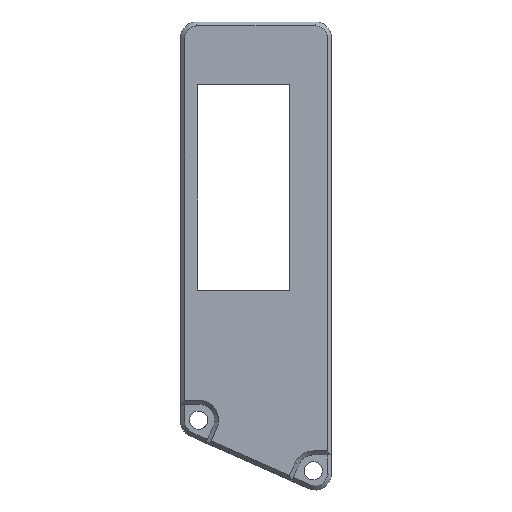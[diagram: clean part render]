
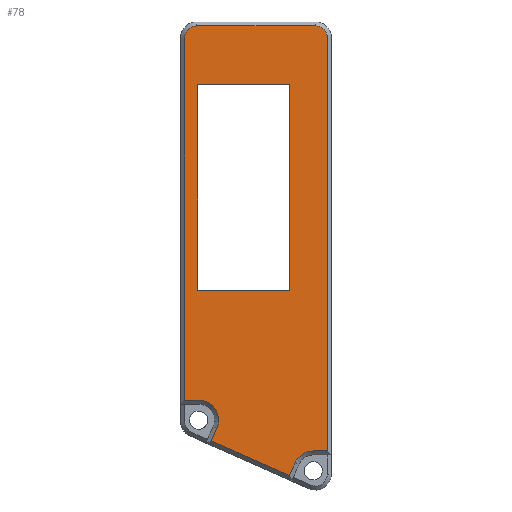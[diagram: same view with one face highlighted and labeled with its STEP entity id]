
A CAD part, top view. The second image highlights one B-rep face of the part: STEP entity #78.
In plain terms, the highlighted planar face has unit normal (0, 0, 1).
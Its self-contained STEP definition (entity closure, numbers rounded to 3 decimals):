
#21=FACE_BOUND('',#199,.T.);
#78=ADVANCED_FACE('',(#135,#21),#872,.T.);
#135=FACE_OUTER_BOUND('',#198,.T.);
#198=EDGE_LOOP('',(#452,#453,#454,#455,#456,#457,#458,#459,#460,#461,#462,
#463));
#199=EDGE_LOOP('',(#464,#465,#466,#467));
#452=ORIENTED_EDGE('',*,*,#558,.F.);
#453=ORIENTED_EDGE('',*,*,#568,.F.);
#454=ORIENTED_EDGE('',*,*,#555,.F.);
#455=ORIENTED_EDGE('',*,*,#601,.F.);
#456=ORIENTED_EDGE('',*,*,#547,.F.);
#457=ORIENTED_EDGE('',*,*,#567,.F.);
#458=ORIENTED_EDGE('',*,*,#551,.F.);
#459=ORIENTED_EDGE('',*,*,#554,.T.);
#460=ORIENTED_EDGE('',*,*,#553,.F.);
#461=ORIENTED_EDGE('',*,*,#564,.F.);
#462=ORIENTED_EDGE('',*,*,#562,.F.);
#463=ORIENTED_EDGE('',*,*,#560,.F.);
#464=ORIENTED_EDGE('',*,*,#486,.F.);
#465=ORIENTED_EDGE('',*,*,#476,.F.);
#466=ORIENTED_EDGE('',*,*,#480,.F.);
#467=ORIENTED_EDGE('',*,*,#483,.F.);
#476=EDGE_CURVE('',#744,#745,#642,.T.);
#480=EDGE_CURVE('',#748,#744,#646,.T.);
#483=EDGE_CURVE('',#750,#748,#649,.T.);
#486=EDGE_CURVE('',#745,#750,#652,.T.);
#547=EDGE_CURVE('',#791,#792,#693,.T.);
#551=EDGE_CURVE('',#800,#797,#697,.T.);
#553=EDGE_CURVE('',#804,#801,#699,.T.);
#554=EDGE_CURVE('',#800,#801,#622,.T.);
#555=EDGE_CURVE('',#795,#805,#700,.T.);
#558=EDGE_CURVE('',#809,#810,#623,.T.);
#560=EDGE_CURVE('',#810,#812,#704,.T.);
#562=EDGE_CURVE('',#812,#814,#624,.T.);
#564=EDGE_CURVE('',#814,#804,#707,.T.);
#567=EDGE_CURVE('',#797,#791,#710,.T.);
#568=EDGE_CURVE('',#805,#809,#711,.T.);
#601=EDGE_CURVE('',#792,#795,#633,.T.);
#622=(
BOUNDED_CURVE()
B_SPLINE_CURVE(2,(#1404,#1405,#1406),.UNSPECIFIED.,.F.,.F.)
B_SPLINE_CURVE_WITH_KNOTS((3,3),(0.,2.885),
 .UNSPECIFIED.)
CURVE()
GEOMETRIC_REPRESENTATION_ITEM()
RATIONAL_B_SPLINE_CURVE((1.,0.838,1.))
REPRESENTATION_ITEM('')
);
#623=(
BOUNDED_CURVE()
B_SPLINE_CURVE(2,(#1423,#1424,#1425),.UNSPECIFIED.,.F.,.F.)
B_SPLINE_CURVE_WITH_KNOTS((3,3),(-2.356,0.),.UNSPECIFIED.)
CURVE()
GEOMETRIC_REPRESENTATION_ITEM()
RATIONAL_B_SPLINE_CURVE((1.,0.707,1.))
REPRESENTATION_ITEM('')
);
#624=(
BOUNDED_CURVE()
B_SPLINE_CURVE(2,(#1432,#1433,#1434),.UNSPECIFIED.,.F.,.F.)
B_SPLINE_CURVE_WITH_KNOTS((3,3),(-2.356,0.),.UNSPECIFIED.)
CURVE()
GEOMETRIC_REPRESENTATION_ITEM()
RATIONAL_B_SPLINE_CURVE((1.,0.707,1.))
REPRESENTATION_ITEM('')
);
#633=(
BOUNDED_CURVE()
B_SPLINE_CURVE(2,(#1542,#1543,#1544,#1545,#1546),.UNSPECIFIED.,.F.,.F.)
B_SPLINE_CURVE_WITH_KNOTS((3,2,3),(-5.423,-2.711,
0.),.UNSPECIFIED.)
CURVE()
GEOMETRIC_REPRESENTATION_ITEM()
RATIONAL_B_SPLINE_CURVE((1.,0.879,1.,0.879,1.))
REPRESENTATION_ITEM('')
);
#642=B_SPLINE_CURVE_WITH_KNOTS('',1,(#1192,#1193),.UNSPECIFIED.,.F.,.F.,
(2,2),(0.,11.6),.UNSPECIFIED.);
#646=B_SPLINE_CURVE_WITH_KNOTS('',1,(#1200,#1201),.UNSPECIFIED.,.F.,.F.,
(2,2),(0.,25.95),.UNSPECIFIED.);
#649=B_SPLINE_CURVE_WITH_KNOTS('',1,(#1206,#1207),.UNSPECIFIED.,.F.,.F.,
(2,2),(0.,11.6),.UNSPECIFIED.);
#652=B_SPLINE_CURVE_WITH_KNOTS('',1,(#1212,#1213),.UNSPECIFIED.,.F.,.F.,
(2,2),(0.,25.95),.UNSPECIFIED.);
#693=B_SPLINE_CURVE_WITH_KNOTS('',1,(#1380,#1381),.UNSPECIFIED.,.F.,.F.,
(2,2),(0.,1.769),.UNSPECIFIED.);
#697=B_SPLINE_CURVE_WITH_KNOTS('',1,(#1398,#1399),.UNSPECIFIED.,.F.,.F.,
(2,2),(0.,1.769),.UNSPECIFIED.);
#699=B_SPLINE_CURVE_WITH_KNOTS('',1,(#1402,#1403),.UNSPECIFIED.,.F.,.F.,
(2,2),(0.,1.769),.UNSPECIFIED.);
#700=B_SPLINE_CURVE_WITH_KNOTS('',1,(#1407,#1408),.UNSPECIFIED.,.F.,.F.,
(2,2),(0.,1.769),.UNSPECIFIED.);
#704=B_SPLINE_CURVE_WITH_KNOTS('',1,(#1428,#1429),.UNSPECIFIED.,.F.,.F.,
(2,2),(0.,14.97),.UNSPECIFIED.);
#707=B_SPLINE_CURVE_WITH_KNOTS('',1,(#1437,#1438),.UNSPECIFIED.,.F.,.F.,
(2,2),(0.,52.041),.UNSPECIFIED.);
#710=B_SPLINE_CURVE_WITH_KNOTS('',1,(#1463,#1464),.UNSPECIFIED.,.F.,.F.,
(2,2),(0.,10.783),.UNSPECIFIED.);
#711=B_SPLINE_CURVE_WITH_KNOTS('',1,(#1465,#1466),.UNSPECIFIED.,.F.,.F.,
(2,2),(0.,45.652),.UNSPECIFIED.);
#744=VERTEX_POINT('',#1104);
#745=VERTEX_POINT('',#1105);
#748=VERTEX_POINT('',#1108);
#750=VERTEX_POINT('',#1110);
#791=VERTEX_POINT('',#1151);
#792=VERTEX_POINT('',#1152);
#795=VERTEX_POINT('',#1155);
#797=VERTEX_POINT('',#1157);
#800=VERTEX_POINT('',#1160);
#801=VERTEX_POINT('',#1161);
#804=VERTEX_POINT('',#1164);
#805=VERTEX_POINT('',#1165);
#809=VERTEX_POINT('',#1169);
#810=VERTEX_POINT('',#1170);
#812=VERTEX_POINT('',#1172);
#814=VERTEX_POINT('',#1174);
#872=PLANE('',#943);
#943=AXIS2_PLACEMENT_3D('',#1095,#997,$);
#997=DIRECTION('',(0.,0.,1.));
#1095=CARTESIAN_POINT('',(5.062,-24.458,12.63));
#1104=CARTESIAN_POINT('',(8.635,4.658,12.63));
#1105=CARTESIAN_POINT('',(20.235,4.658,12.63));
#1108=CARTESIAN_POINT('',(8.635,30.608,12.63));
#1110=CARTESIAN_POINT('',(20.235,30.608,12.63));
#1151=CARTESIAN_POINT('',(10.318,-14.308,12.63));
#1152=CARTESIAN_POINT('',(11.034,-12.69,12.63));
#1155=CARTESIAN_POINT('',(8.748,-9.178,12.63));
#1157=CARTESIAN_POINT('',(20.178,-18.673,12.63));
#1160=CARTESIAN_POINT('',(20.894,-17.055,12.63));
#1161=CARTESIAN_POINT('',(23.18,-15.567,12.63));
#1164=CARTESIAN_POINT('',(24.949,-15.567,12.63));
#1165=CARTESIAN_POINT('',(6.979,-9.178,12.63));
#1169=CARTESIAN_POINT('',(6.979,36.474,12.63));
#1170=CARTESIAN_POINT('',(8.479,37.974,12.63));
#1172=CARTESIAN_POINT('',(23.449,37.974,12.63));
#1174=CARTESIAN_POINT('',(24.949,36.474,12.63));
#1192=CARTESIAN_POINT('',(8.635,4.658,12.63));
#1193=CARTESIAN_POINT('',(20.235,4.658,12.63));
#1200=CARTESIAN_POINT('',(8.635,30.608,12.63));
#1201=CARTESIAN_POINT('',(8.635,4.658,12.63));
#1206=CARTESIAN_POINT('',(20.235,30.608,12.63));
#1207=CARTESIAN_POINT('',(8.635,30.608,12.63));
#1212=CARTESIAN_POINT('',(20.235,4.658,12.63));
#1213=CARTESIAN_POINT('',(20.235,30.608,12.63));
#1380=CARTESIAN_POINT('',(10.318,-14.308,12.63));
#1381=CARTESIAN_POINT('',(11.034,-12.69,12.63));
#1398=CARTESIAN_POINT('',(20.894,-17.055,12.63));
#1399=CARTESIAN_POINT('',(20.178,-18.673,12.63));
#1402=CARTESIAN_POINT('',(24.949,-15.567,12.63));
#1403=CARTESIAN_POINT('',(23.18,-15.567,12.63));
#1404=CARTESIAN_POINT('',(20.894,-17.055,12.63));
#1405=CARTESIAN_POINT('',(21.553,-15.567,12.63));
#1406=CARTESIAN_POINT('',(23.18,-15.567,12.63));
#1407=CARTESIAN_POINT('',(8.748,-9.178,12.63));
#1408=CARTESIAN_POINT('',(6.979,-9.178,12.63));
#1423=CARTESIAN_POINT('',(6.979,36.474,12.63));
#1424=CARTESIAN_POINT('',(6.979,37.974,12.63));
#1425=CARTESIAN_POINT('',(8.479,37.974,12.63));
#1428=CARTESIAN_POINT('',(8.479,37.974,12.63));
#1429=CARTESIAN_POINT('',(23.449,37.974,12.63));
#1432=CARTESIAN_POINT('',(23.449,37.974,12.63));
#1433=CARTESIAN_POINT('',(24.949,37.974,12.63));
#1434=CARTESIAN_POINT('',(24.949,36.474,12.63));
#1437=CARTESIAN_POINT('',(24.949,36.474,12.63));
#1438=CARTESIAN_POINT('',(24.949,-15.567,12.63));
#1463=CARTESIAN_POINT('',(20.178,-18.673,12.63));
#1464=CARTESIAN_POINT('',(10.318,-14.308,12.63));
#1465=CARTESIAN_POINT('',(6.979,-9.178,12.63));
#1466=CARTESIAN_POINT('',(6.979,36.474,12.63));
#1542=CARTESIAN_POINT('',(11.034,-12.69,12.63));
#1543=CARTESIAN_POINT('',(11.583,-11.45,12.63));
#1544=CARTESIAN_POINT('',(10.844,-10.314,12.63));
#1545=CARTESIAN_POINT('',(10.104,-9.178,12.63));
#1546=CARTESIAN_POINT('',(8.748,-9.178,12.63));
